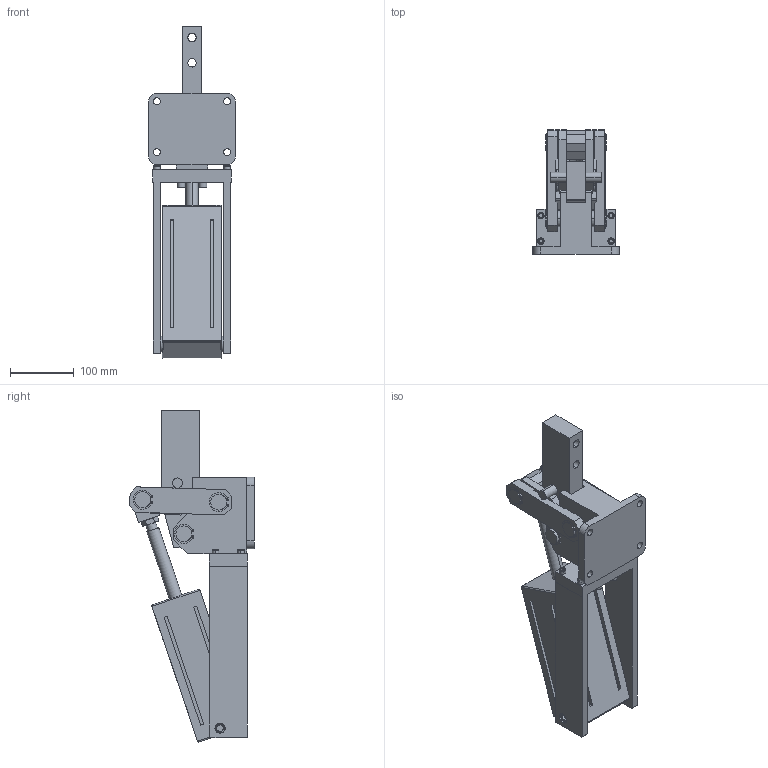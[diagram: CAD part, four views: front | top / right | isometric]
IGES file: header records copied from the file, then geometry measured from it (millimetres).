
Start section:  PTC IGES file: ilcp92221.igs
Global section: file name: ilcp92221.igs; native system: Creo Parametric by Parametric Technology Corporation; preprocessor: 2017170; author: rkuestersteffen; organization: Unknown; date: 20210504.143448; units: inch
Bounding box: 136 x 196.3 x 522.81 mm (x, y, z)
Surface area: 436093.8 mm2 (no closed solid volume)
Topology: 0 solids, 0 shells, 596 faces, 4037 edges, 5160 vertices
Faces by surface type: bspline 304, revolution 292
